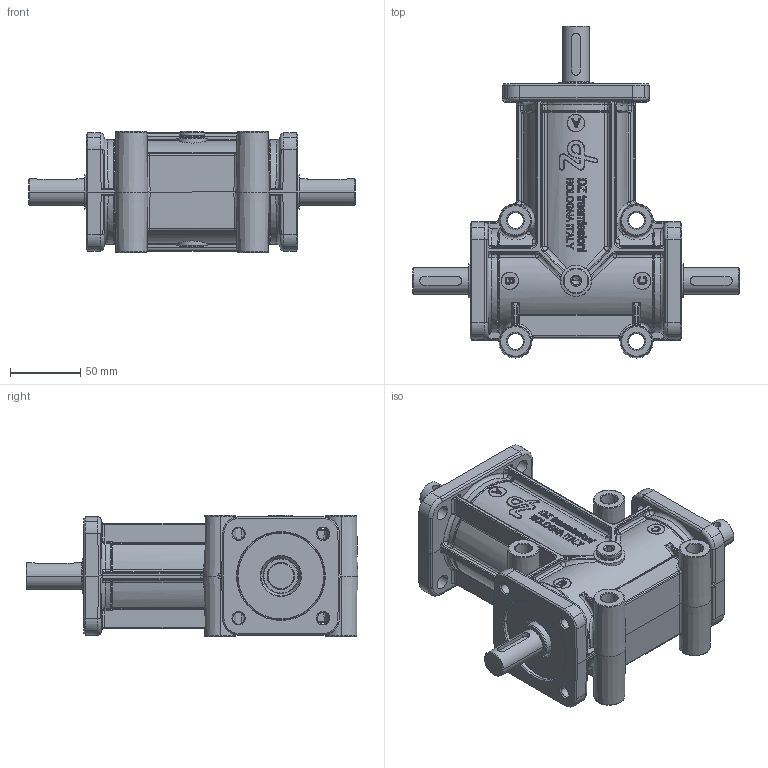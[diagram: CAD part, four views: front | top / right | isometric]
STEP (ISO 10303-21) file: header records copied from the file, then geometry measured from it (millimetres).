
FILE_DESCRIPTION(('STEP AP214'),'1');
FILE_NAME('4pabc.stp','2017-07-04T11:40:03',('TraceParts'),('TraceParts S.A.'),'Spatial InterOp 3D',' ',' ');
FILE_SCHEMA(('automotive_design'));
Length unit declared in the file: millimetre
Products named in the file (1): zp_31–_–4pabc
Bounding box: 232 x 235.75 x 86 mm (x, y, z)
Volume: 1373926.3 mm3; surface area: 145488.2 mm2
Topology: 1 solids, 1 shells, 2975 faces, 7593 edges, 4537 vertices
Faces by surface type: bspline 1237, cylinder 1050, plane 373, cone 128, torus 123, sphere 64
Entity records: 193847 total; most frequent: CARTESIAN_POINT 105600, ORIENTED_EDGE 14900, DIRECTION 11488, EDGE_CURVE 7450, AXIS2_PLACEMENT_3D 4737, VERTEX_POINT 4541, EDGE_LOOP 3071, STYLED_ITEM 2976
